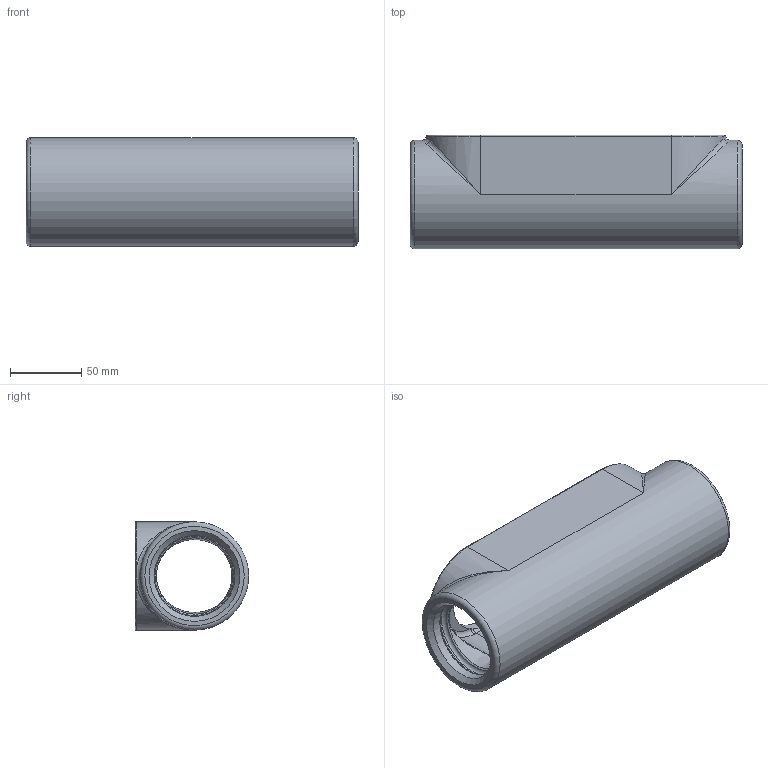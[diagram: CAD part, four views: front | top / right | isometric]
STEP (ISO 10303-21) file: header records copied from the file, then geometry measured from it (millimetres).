
FILE_DESCRIPTION(/* description */ (''),/* implementation_level */ '2;1');
FILE_NAME(/* name */ 'KIL_C68SS.stp',/* time_stamp */ '2020-05-06T12:40:44+05:00',/* author */ ('kr'),/* organization */ (''),/* preprocessor_version */ 'ST-DEVELOPER v18',/* originating_system */ 'Autodesk Inventor 2020',/* authorisation */ '');
FILE_SCHEMA (('AUTOMOTIVE_DESIGN { 1 0 10303 214 3 1 1 }'));
Length unit declared in the file: inch
Products named in the file (1): C68SS
Bounding box: 232.66 x 79.5 x 75.95 mm (x, y, z)
Volume: 300946.6 mm3; surface area: 103927.5 mm2
Topology: 1 solids, 1 shells, 506 faces, 1370 edges, 902 vertices
Faces by surface type: plane 283, bspline 113, cylinder 80, torus 20, cone 10
Full cylindrical faces by diameter (mm): 1.476 x1, 1.762 x1, 4.978 x2, 12.938 x1, 15.875 x1, 60.477 x2, 75.946 x1
Entity records: 17564 total; most frequent: CARTESIAN_POINT 5292, ORIENTED_EDGE 2732, DIRECTION 2198, EDGE_CURVE 1366, VERTEX_POINT 902, LINE 888, VECTOR 888, AXIS2_PLACEMENT_3D 655
